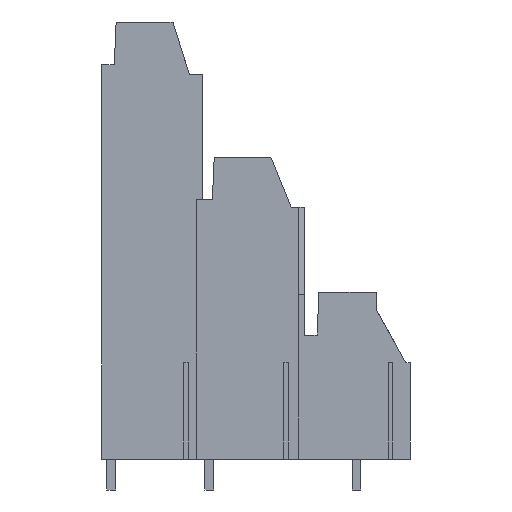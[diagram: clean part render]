
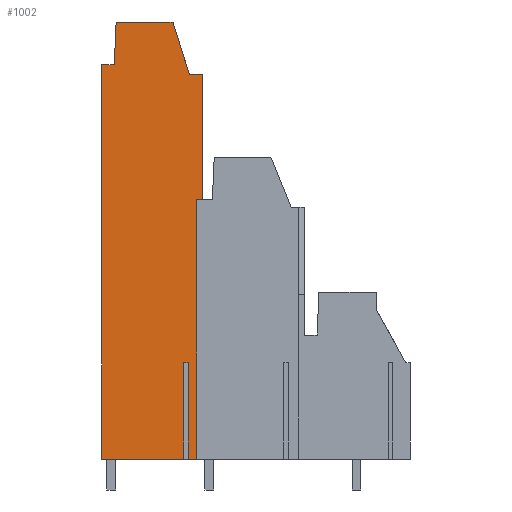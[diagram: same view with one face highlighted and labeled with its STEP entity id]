
A CAD part, left-side view. The second image highlights one B-rep face of the part: STEP entity #1002.
In plain terms, the highlighted planar face has unit normal (-1, 0, 0).
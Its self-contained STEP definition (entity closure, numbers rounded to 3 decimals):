
#909=AXIS2_PLACEMENT_3D('Plane Axis2P3D',#906,#907,#908) ;
#107=CARTESIAN_POINT('Vertex',(2.54,24.592,48.47)) ;
#123=CARTESIAN_POINT('Vertex',(2.54,30.488,48.47)) ;
#126=CARTESIAN_POINT('Line Origine',(2.54,41.393,48.47)) ;
#401=CARTESIAN_POINT('Line Origine',(2.54,23.745,45.735)) ;
#405=CARTESIAN_POINT('Vertex',(2.54,22.898,43.)) ;
#880=CARTESIAN_POINT('Line Origine',(2.54,30.584,46.26)) ;
#884=CARTESIAN_POINT('Vertex',(2.54,30.681,44.05)) ;
#906=CARTESIAN_POINT('Axis2P3D Location',(2.54,21.84,31.2)) ;
#911=CARTESIAN_POINT('Line Origine',(2.54,21.811,30.05)) ;
#915=CARTESIAN_POINT('Vertex',(2.54,21.49,30.05)) ;
#917=CARTESIAN_POINT('Vertex',(2.54,22.131,30.05)) ;
#920=CARTESIAN_POINT('Line Origine',(2.54,21.49,36.525)) ;
#924=CARTESIAN_POINT('Vertex',(2.54,21.49,43.)) ;
#927=CARTESIAN_POINT('Line Origine',(2.54,22.194,43.)) ;
#932=CARTESIAN_POINT('Line Origine',(2.54,31.34,44.05)) ;
#936=CARTESIAN_POINT('Vertex',(2.54,32.,44.05)) ;
#939=CARTESIAN_POINT('Line Origine',(2.54,32.,23.625)) ;
#943=CARTESIAN_POINT('Vertex',(2.54,32.,3.2)) ;
#946=CARTESIAN_POINT('Line Origine',(2.54,27.738,3.2)) ;
#950=CARTESIAN_POINT('Vertex',(2.54,23.475,3.2)) ;
#953=CARTESIAN_POINT('Line Origine',(2.54,23.475,8.2)) ;
#957=CARTESIAN_POINT('Vertex',(2.54,23.475,13.2)) ;
#960=CARTESIAN_POINT('Line Origine',(2.54,23.25,13.2)) ;
#964=CARTESIAN_POINT('Vertex',(2.54,23.025,13.2)) ;
#967=CARTESIAN_POINT('Line Origine',(2.54,23.025,8.2)) ;
#971=CARTESIAN_POINT('Vertex',(2.54,23.025,3.2)) ;
#974=CARTESIAN_POINT('Line Origine',(2.54,22.578,3.2)) ;
#978=CARTESIAN_POINT('Vertex',(2.54,22.131,3.2)) ;
#981=CARTESIAN_POINT('Line Origine',(2.54,22.131,16.625)) ;
#127=DIRECTION('Vector Direction',(0.,1.,0.)) ;
#402=DIRECTION('Vector Direction',(0.,-0.296,-0.955)) ;
#881=DIRECTION('Vector Direction',(0.,0.044,-0.999)) ;
#907=DIRECTION('Axis2P3D Direction',(1.,0.,0.)) ;
#908=DIRECTION('Axis2P3D XDirection',(0.,1.,0.)) ;
#912=DIRECTION('Vector Direction',(0.,1.,0.)) ;
#921=DIRECTION('Vector Direction',(0.,0.,1.)) ;
#928=DIRECTION('Vector Direction',(0.,-1.,0.)) ;
#933=DIRECTION('Vector Direction',(0.,-1.,0.)) ;
#940=DIRECTION('Vector Direction',(0.,0.,1.)) ;
#947=DIRECTION('Vector Direction',(0.,1.,0.)) ;
#954=DIRECTION('Vector Direction',(0.,0.,1.)) ;
#961=DIRECTION('Vector Direction',(0.,-1.,0.)) ;
#968=DIRECTION('Vector Direction',(0.,0.,1.)) ;
#975=DIRECTION('Vector Direction',(0.,1.,0.)) ;
#982=DIRECTION('Vector Direction',(0.,0.,-1.)) ;
#128=VECTOR('Line Direction',#127,1.) ;
#403=VECTOR('Line Direction',#402,1.) ;
#882=VECTOR('Line Direction',#881,1.) ;
#913=VECTOR('Line Direction',#912,1.) ;
#922=VECTOR('Line Direction',#921,1.) ;
#929=VECTOR('Line Direction',#928,1.) ;
#934=VECTOR('Line Direction',#933,1.) ;
#941=VECTOR('Line Direction',#940,1.) ;
#948=VECTOR('Line Direction',#947,1.) ;
#955=VECTOR('Line Direction',#954,1.) ;
#962=VECTOR('Line Direction',#961,1.) ;
#969=VECTOR('Line Direction',#968,1.) ;
#976=VECTOR('Line Direction',#975,1.) ;
#983=VECTOR('Line Direction',#982,1.) ;
#987=ORIENTED_EDGE('',*,*,#919,.F.) ;
#988=ORIENTED_EDGE('',*,*,#926,.T.) ;
#989=ORIENTED_EDGE('',*,*,#931,.F.) ;
#990=ORIENTED_EDGE('',*,*,#407,.F.) ;
#991=ORIENTED_EDGE('',*,*,#130,.T.) ;
#992=ORIENTED_EDGE('',*,*,#886,.F.) ;
#993=ORIENTED_EDGE('',*,*,#938,.F.) ;
#994=ORIENTED_EDGE('',*,*,#945,.F.) ;
#995=ORIENTED_EDGE('',*,*,#952,.F.) ;
#996=ORIENTED_EDGE('',*,*,#959,.T.) ;
#997=ORIENTED_EDGE('',*,*,#966,.T.) ;
#998=ORIENTED_EDGE('',*,*,#973,.F.) ;
#999=ORIENTED_EDGE('',*,*,#980,.F.) ;
#1000=ORIENTED_EDGE('',*,*,#985,.F.) ;
#1002=ADVANCED_FACE('housing',(#1001),#910,.F.) ;
#130=EDGE_CURVE('',#108,#124,#129,.T.) ;
#407=EDGE_CURVE('',#108,#406,#404,.T.) ;
#886=EDGE_CURVE('',#885,#124,#883,.F.) ;
#919=EDGE_CURVE('',#916,#918,#914,.T.) ;
#926=EDGE_CURVE('',#916,#925,#923,.T.) ;
#931=EDGE_CURVE('',#406,#925,#930,.T.) ;
#938=EDGE_CURVE('',#937,#885,#935,.T.) ;
#945=EDGE_CURVE('',#944,#937,#942,.T.) ;
#952=EDGE_CURVE('',#951,#944,#949,.T.) ;
#959=EDGE_CURVE('',#951,#958,#956,.T.) ;
#966=EDGE_CURVE('',#958,#965,#963,.T.) ;
#973=EDGE_CURVE('',#972,#965,#970,.T.) ;
#980=EDGE_CURVE('',#979,#972,#977,.T.) ;
#985=EDGE_CURVE('',#918,#979,#984,.T.) ;
#986=EDGE_LOOP('',(#987,#988,#989,#990,#991,#992,#993,#994,#995,#996,#997,#998,#999,#1000)) ;
#1001=FACE_OUTER_BOUND('',#986,.T.) ;
#129=LINE('Line',#126,#128) ;
#404=LINE('Line',#401,#403) ;
#883=LINE('Line',#880,#882) ;
#914=LINE('Line',#911,#913) ;
#923=LINE('Line',#920,#922) ;
#930=LINE('Line',#927,#929) ;
#935=LINE('Line',#932,#934) ;
#942=LINE('Line',#939,#941) ;
#949=LINE('Line',#946,#948) ;
#956=LINE('Line',#953,#955) ;
#963=LINE('Line',#960,#962) ;
#970=LINE('Line',#967,#969) ;
#977=LINE('Line',#974,#976) ;
#984=LINE('Line',#981,#983) ;
#910=PLANE('',#909) ;
#108=VERTEX_POINT('',#107) ;
#124=VERTEX_POINT('',#123) ;
#406=VERTEX_POINT('',#405) ;
#885=VERTEX_POINT('',#884) ;
#916=VERTEX_POINT('',#915) ;
#918=VERTEX_POINT('',#917) ;
#925=VERTEX_POINT('',#924) ;
#937=VERTEX_POINT('',#936) ;
#944=VERTEX_POINT('',#943) ;
#951=VERTEX_POINT('',#950) ;
#958=VERTEX_POINT('',#957) ;
#965=VERTEX_POINT('',#964) ;
#972=VERTEX_POINT('',#971) ;
#979=VERTEX_POINT('',#978) ;
